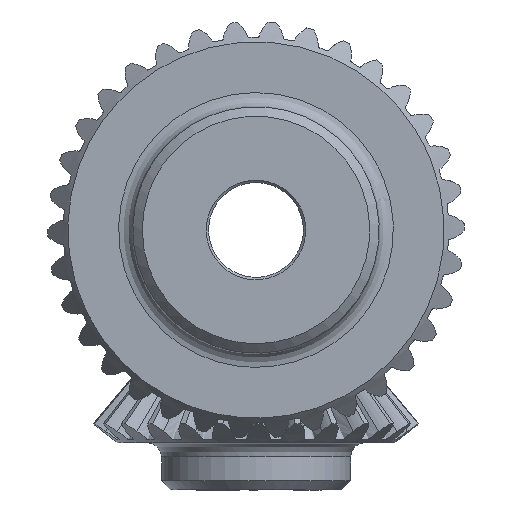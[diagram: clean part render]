
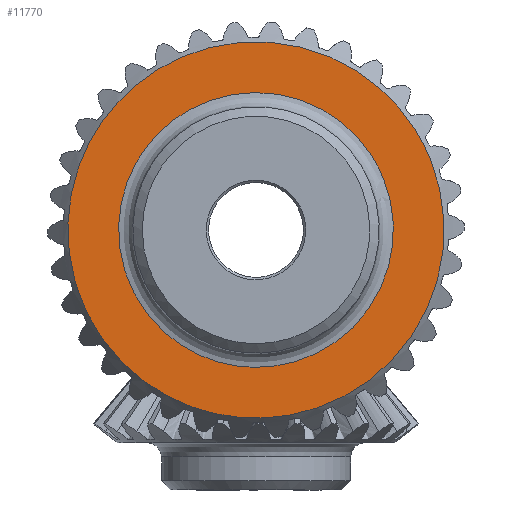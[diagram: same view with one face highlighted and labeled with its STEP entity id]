
A CAD part, front view. The second image highlights one B-rep face of the part: STEP entity #11770.
In plain terms, the highlighted free-form (B-spline) face has degree [1, 1] with [2, 2] control points.
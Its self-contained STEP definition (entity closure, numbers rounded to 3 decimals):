
#11725 = EDGE_CURVE('',#11726,#11726,#11728,.T.);
#11726 = VERTEX_POINT('',#11727);
#11727 = CARTESIAN_POINT('',(32.137,-43.064,
    12.962));
#11728 = ( BOUNDED_CURVE() B_SPLINE_CURVE(2,(#11729,#11730,#11731,#11732
    ,#11733,#11734,#11735),.UNSPECIFIED.,.T.,.F.) 
B_SPLINE_CURVE_WITH_KNOTS((1,2,2,2,2,1),(-2.094,0.,
    2.094,4.189,6.283,8.378),
.UNSPECIFIED.) CURVE() GEOMETRIC_REPRESENTATION_ITEM() 
RATIONAL_B_SPLINE_CURVE((1.,0.5,1.,0.5,1.,0.5,1.)) REPRESENTATION_ITEM(
  '') );
#11729 = CARTESIAN_POINT('',(32.137,-43.064,
    12.962));
#11730 = CARTESIAN_POINT('',(54.587,-43.064,
    -42.701));
#11731 = CARTESIAN_POINT('',(-4.843,-43.064,
    -34.312));
#11732 = CARTESIAN_POINT('',(-64.273,-43.064,
    -25.923));
#11733 = CARTESIAN_POINT('',(-27.293,-43.064,
    21.35));
#11734 = CARTESIAN_POINT('',(9.687,-43.064,
    68.624));
#11735 = CARTESIAN_POINT('',(32.137,-43.064,
    12.962));
#11770 = ADVANCED_FACE('',(#11771,#11785),#11788,.F.);
#11771 = FACE_BOUND('',#11772,.T.);
#11772 = EDGE_LOOP('',(#11773));
#11773 = ORIENTED_EDGE('',*,*,#11774,.F.);
#11774 = EDGE_CURVE('',#11775,#11775,#11777,.T.);
#11775 = VERTEX_POINT('',#11776);
#11776 = CARTESIAN_POINT('',(44.012,-43.064,
    17.751));
#11777 = ( BOUNDED_CURVE() B_SPLINE_CURVE(2,(#11778,#11779,#11780,#11781
    ,#11782,#11783,#11784),.UNSPECIFIED.,.T.,.F.) 
B_SPLINE_CURVE_WITH_KNOTS((1,2,2,2,2,1),(-2.094,0.,
    2.094,4.189,6.283,8.378),
.UNSPECIFIED.) CURVE() GEOMETRIC_REPRESENTATION_ITEM() 
RATIONAL_B_SPLINE_CURVE((1.,0.5,1.,0.5,1.,0.5,1.)) REPRESENTATION_ITEM(
  '') );
#11778 = CARTESIAN_POINT('',(44.012,-43.064,
    17.751));
#11779 = CARTESIAN_POINT('',(74.758,-43.064,
    -58.48));
#11780 = CARTESIAN_POINT('',(-6.633,-43.064,
    -46.991));
#11781 = CARTESIAN_POINT('',(-88.024,-43.064,
    -35.502));
#11782 = CARTESIAN_POINT('',(-37.379,-43.064,
    29.24));
#11783 = CARTESIAN_POINT('',(13.266,-43.064,
    93.982));
#11784 = CARTESIAN_POINT('',(44.012,-43.064,
    17.751));
#11785 = FACE_BOUND('',#11786,.T.);
#11786 = EDGE_LOOP('',(#11787));
#11787 = ORIENTED_EDGE('',*,*,#11725,.T.);
#11788 = B_SPLINE_SURFACE_WITH_KNOTS('',1,1,(
    (#11789,#11790)
    ,(#11791,#11792
    )),.UNSPECIFIED.,.F.,.F.,.F.,(2,2),(2,2),(-39.716,
    39.716),(-79.432,0.),.PIECEWISE_BEZIER_KNOTS.);
#11789 = CARTESIAN_POINT('',(-61.763,-43.064,
    26.261));
#11790 = CARTESIAN_POINT('',(-26.261,-43.064,
    -61.763));
#11791 = CARTESIAN_POINT('',(26.261,-43.064,
    61.763));
#11792 = CARTESIAN_POINT('',(61.763,-43.064,
    -26.261));
